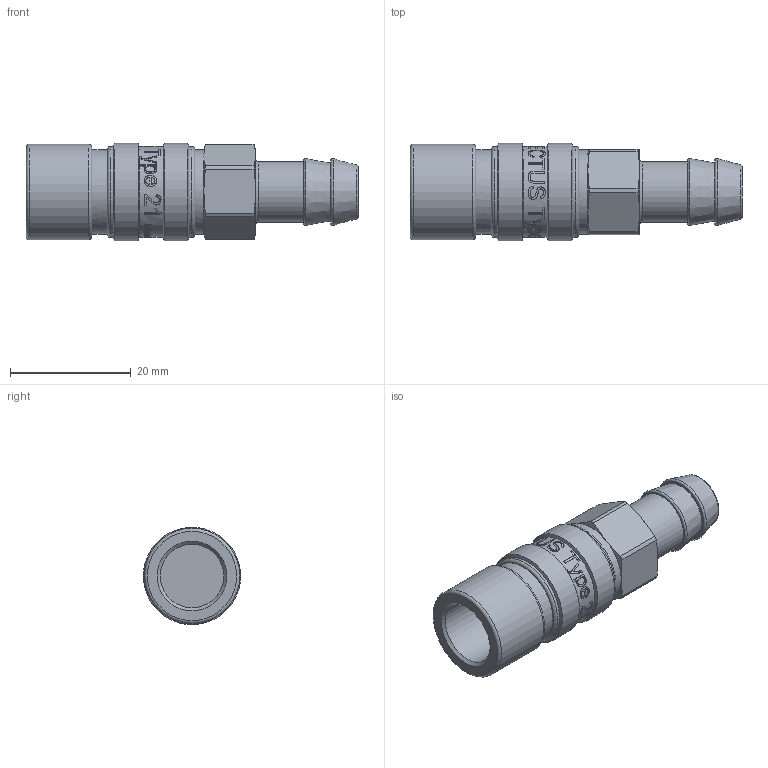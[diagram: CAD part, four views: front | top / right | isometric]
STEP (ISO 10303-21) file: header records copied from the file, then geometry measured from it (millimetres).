
FILE_DESCRIPTION(/* description */ (''),/* implementation_level */ '2;1');
FILE_NAME(/* name */ '21katf10mpx0.stp',/* time_stamp */ '2021-06-16T07:44:52+02:00',/* author */ ('IA176480'),/* organization */ (''),/* preprocessor_version */ 'ST-DEVELOPER v17.2',/* originating_system */ 'Autodesk Inventor 2019',/* authorisation */ '');
FILE_SCHEMA (('CONFIG_CONTROL_DESIGN'));
Products named in the file (1): 21KATF10MPX0
Bounding box: 55.05 x 16.11 x 16.11 mm (x, y, z)
Volume: 7341.1 mm3; surface area: 3972.8 mm2
Topology: 1 solids, 3 shells, 442 faces, 1205 edges, 807 vertices
Faces by surface type: bspline 211, plane 146, cylinder 56, cone 21, torus 8
Full cylindrical faces by diameter (mm): 10.05 x1, 10.55 x1, 12.895 x2, 14 x4, 15.1 x3, 15.8 x1, 16.15 x2
Entity records: 63523 total; most frequent: CARTESIAN_POINT 53374, ORIENTED_EDGE 2410, DIRECTION 1293, EDGE_CURVE 1205, VERTEX_POINT 807, B_SPLINE_CURVE_WITH_KNOTS 545, EDGE_LOOP 484, LINE 443
